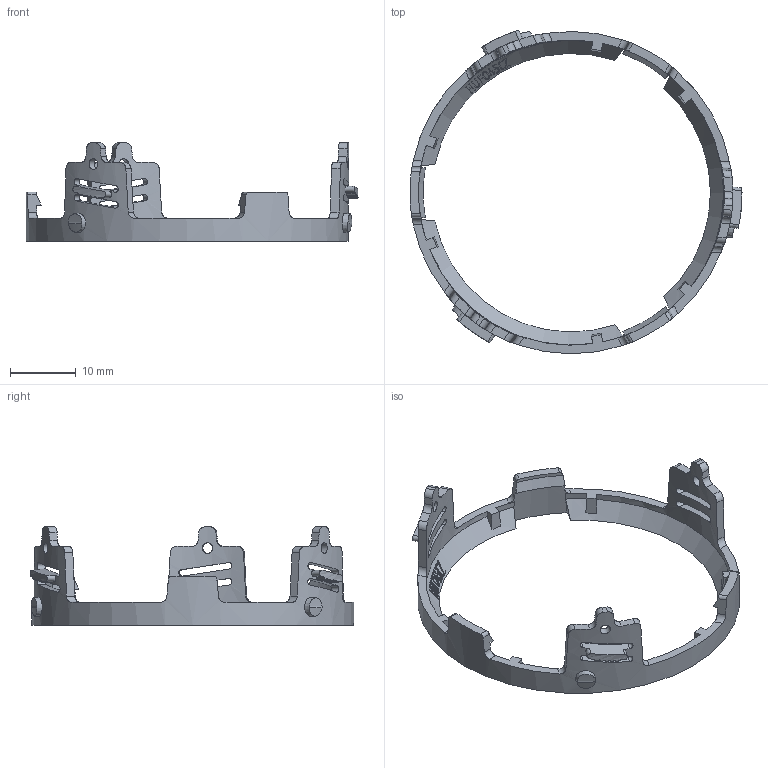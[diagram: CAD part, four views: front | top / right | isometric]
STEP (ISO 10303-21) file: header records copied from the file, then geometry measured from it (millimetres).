
FILE_DESCRIPTION(('STEP AP242'),'1');
FILE_NAME('HOLDER UFO ZOOM 45.stp','2025-12-15T15:36:27',(' '),(' '),'Spatial InterOp 3D',' ',' ');
FILE_SCHEMA(('AP242_MANAGED_MODEL_BASED_3D_ENGINEERING_MIM_LF {1 0 10303 442 1 1 4}'));
Length unit declared in the file: millimetre
Products named in the file (1): HOLDER UFO ZOOM 45
Bounding box: 50.55 x 49.27 x 15 mm (x, y, z)
Volume: 1536.2 mm3; surface area: 2872.1 mm2
Topology: 1 solids, 1 shells, 400 faces, 1170 edges, 781 vertices
Faces by surface type: plane 135, extrusion 132, cylinder 75, cone 52, bspline 6
Full cylindrical faces by diameter (mm): 1.6 x3
Entity records: 20115 total; most frequent: CARTESIAN_POINT 7307, ORIENTED_EDGE 2300, DIRECTION 1415, EDGE_CURVE 1150, VERTEX_POINT 770, B_SPLINE_CURVE_WITH_KNOTS 721, VECTOR 497, AXIS2_PLACEMENT_3D 459
